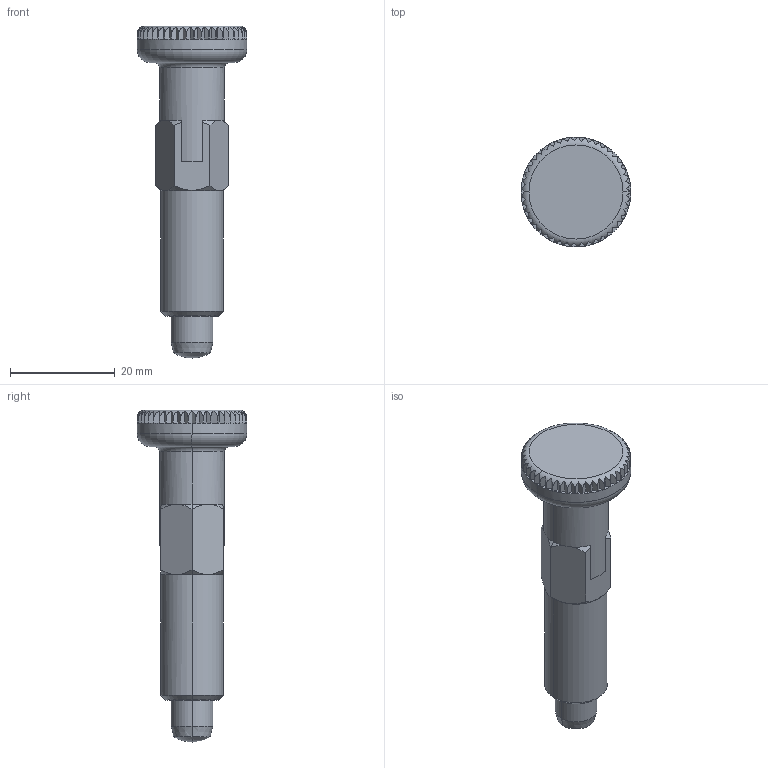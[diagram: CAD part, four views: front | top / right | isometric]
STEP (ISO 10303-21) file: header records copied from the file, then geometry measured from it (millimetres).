
FILE_DESCRIPTION(('STEP AP214'),'1');
FILE_NAME(' ',' ',('TraceParts'),('TraceParts S.A.'),'XStep 1.0',' ',' ');
FILE_SCHEMA(('automotive_design'));
Length unit declared in the file: millimetre
Products named in the file (2): 1; 2
Bounding box: 21 x 21 x 63.5 mm (x, y, z)
Volume: 9469.7 mm3; surface area: 4522 mm2
Topology: 2 solids, 2 shells, 190 faces, 532 edges, 348 vertices
Faces by surface type: plane 160, cone 12, cylinder 10, torus 6, sphere 2
Entity records: 13016 total; most frequent: CARTESIAN_POINT 2276, STYLED_ITEM 1070, PRESENTATION_STYLE_ASSIGNMENT 1070, COLOUR_RGB 1070, ORIENTED_EDGE 1060, DIRECTION 947, EDGE_CURVE 530, CURVE_STYLE 530
